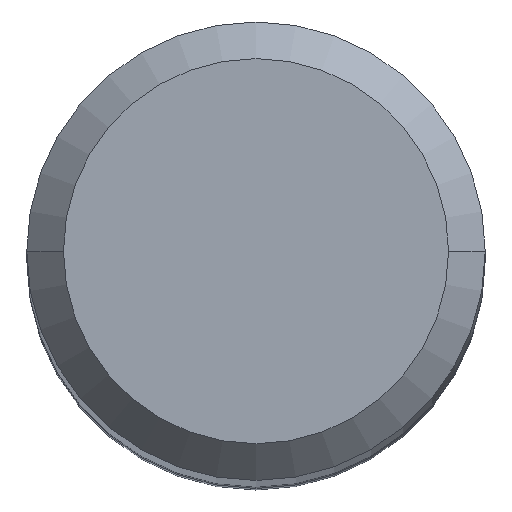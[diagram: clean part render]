
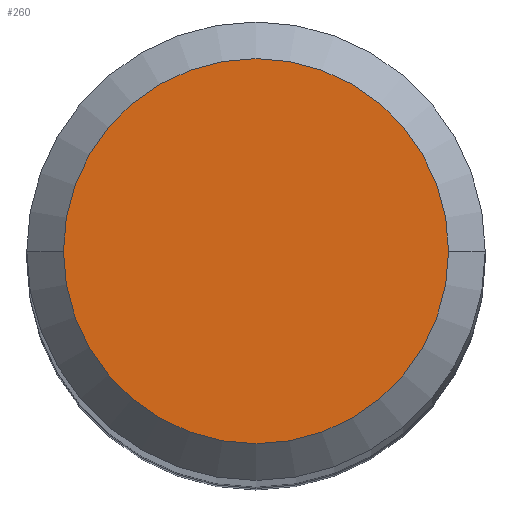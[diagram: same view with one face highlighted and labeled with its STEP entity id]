
A CAD part, top view. The second image highlights one B-rep face of the part: STEP entity #260.
In plain terms, the highlighted planar face has unit normal (0, 0, 1).
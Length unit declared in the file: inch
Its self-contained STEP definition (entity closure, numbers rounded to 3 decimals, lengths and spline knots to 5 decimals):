
#7 = CARTESIAN_POINT ( 'NONE',  ( 0., 0.105, 0. ) ) ;
#23 = ORIENTED_EDGE ( 'NONE', *, *, #248, .T. ) ;
#27 = DIRECTION ( 'NONE',  ( 1., 0., 0. ) ) ;
#49 = PLANE ( 'NONE',  #380 ) ;
#63 = CARTESIAN_POINT ( 'NONE',  ( 0., 0., 0. ) ) ;
#107 = DIRECTION ( 'NONE',  ( 0., 0., 1. ) ) ;
#136 = EDGE_CURVE ( 'NONE', #322, #404, #517, .T. ) ;
#139 = CIRCLE ( 'NONE', #264, 0.105 ) ;
#248 = EDGE_CURVE ( 'NONE', #404, #322, #139, .T. ) ;
#260 = ADVANCED_FACE ( 'NONE', ( #419 ), #49, .F. ) ;
#264 = AXIS2_PLACEMENT_3D ( 'NONE', #63, #536, #408 ) ;
#277 = AXIS2_PLACEMENT_3D ( 'NONE', #438, #107, #27 ) ;
#322 = VERTEX_POINT ( 'NONE', #335 ) ;
#335 = CARTESIAN_POINT ( 'NONE',  ( 0.105, 0., 0. ) ) ;
#380 = AXIS2_PLACEMENT_3D ( 'NONE', #7, #471, #458 ) ;
#404 = VERTEX_POINT ( 'NONE', #448 ) ;
#408 = DIRECTION ( 'NONE',  ( 1., 0., 0. ) ) ;
#419 = FACE_OUTER_BOUND ( 'NONE', #469, .T. ) ;
#438 = CARTESIAN_POINT ( 'NONE',  ( 0., 0., 0. ) ) ;
#448 = CARTESIAN_POINT ( 'NONE',  ( -0.105, 0., 0. ) ) ;
#458 = DIRECTION ( 'NONE',  ( -1., 0., 0. ) ) ;
#469 = EDGE_LOOP ( 'NONE', ( #23, #505 ) ) ;
#471 = DIRECTION ( 'NONE',  ( 0., 0., -1. ) ) ;
#505 = ORIENTED_EDGE ( 'NONE', *, *, #136, .T. ) ;
#517 = CIRCLE ( 'NONE', #277, 0.105 ) ;
#536 = DIRECTION ( 'NONE',  ( 0., 0., 1. ) ) ;
